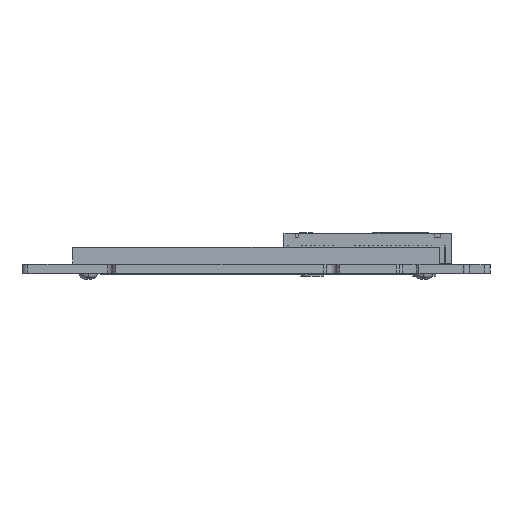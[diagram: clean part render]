
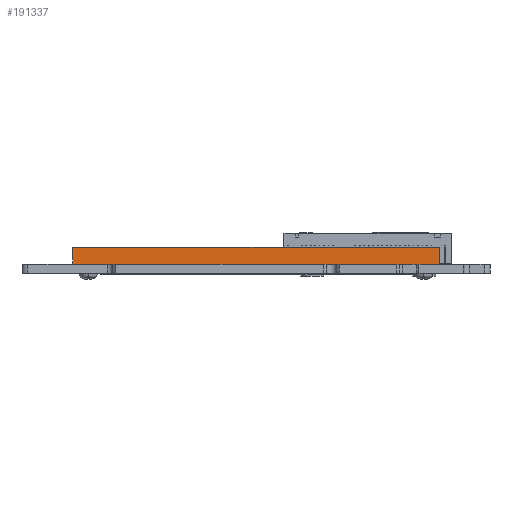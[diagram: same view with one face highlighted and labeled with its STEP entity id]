
A CAD part, front view. The second image highlights one B-rep face of the part: STEP entity #191337.
In plain terms, the highlighted face is planar.
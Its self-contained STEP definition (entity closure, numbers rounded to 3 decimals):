
#191304 = VERTEX_POINT('',#191305);
#191305 = CARTESIAN_POINT('',(0.,0.,-5.6));
#191311 = EDGE_CURVE('',#191312,#191304,#191314,.T.);
#191312 = VERTEX_POINT('',#191313);
#191313 = CARTESIAN_POINT('',(0.,3.,-5.6));
#191314 = LINE('',#191315,#191316);
#191315 = CARTESIAN_POINT('',(0.,3.,-5.6));
#191316 = VECTOR('',#191317,1.);
#191317 = DIRECTION('',(0.,-1.,0.));
#191337 = ADVANCED_FACE('',(#191338),#191363,.F.);
#191338 = FACE_BOUND('',#191339,.T.);
#191339 = EDGE_LOOP('',(#191340,#191348,#191356,#191362));
#191340 = ORIENTED_EDGE('',*,*,#191341,.T.);
#191341 = EDGE_CURVE('',#191304,#191342,#191344,.T.);
#191342 = VERTEX_POINT('',#191343);
#191343 = CARTESIAN_POINT('',(-65.5,0.,-5.6));
#191344 = LINE('',#191345,#191346);
#191345 = CARTESIAN_POINT('',(0.,0.,-5.6));
#191346 = VECTOR('',#191347,1.);
#191347 = DIRECTION('',(-1.,0.,0.));
#191348 = ORIENTED_EDGE('',*,*,#191349,.F.);
#191349 = EDGE_CURVE('',#191350,#191342,#191352,.T.);
#191350 = VERTEX_POINT('',#191351);
#191351 = CARTESIAN_POINT('',(-65.5,3.,-5.6));
#191352 = LINE('',#191353,#191354);
#191353 = CARTESIAN_POINT('',(-65.5,3.,-5.6));
#191354 = VECTOR('',#191355,1.);
#191355 = DIRECTION('',(0.,-1.,0.));
#191356 = ORIENTED_EDGE('',*,*,#191357,.F.);
#191357 = EDGE_CURVE('',#191312,#191350,#191358,.T.);
#191358 = LINE('',#191359,#191360);
#191359 = CARTESIAN_POINT('',(0.,3.,-5.6));
#191360 = VECTOR('',#191361,1.);
#191361 = DIRECTION('',(-1.,0.,0.));
#191362 = ORIENTED_EDGE('',*,*,#191311,.T.);
#191363 = PLANE('',#191364);
#191364 = AXIS2_PLACEMENT_3D('',#191365,#191366,#191367);
#191365 = CARTESIAN_POINT('',(0.,3.,-5.6));
#191366 = DIRECTION('',(0.,0.,1.));
#191367 = DIRECTION('',(1.,0.,0.));
